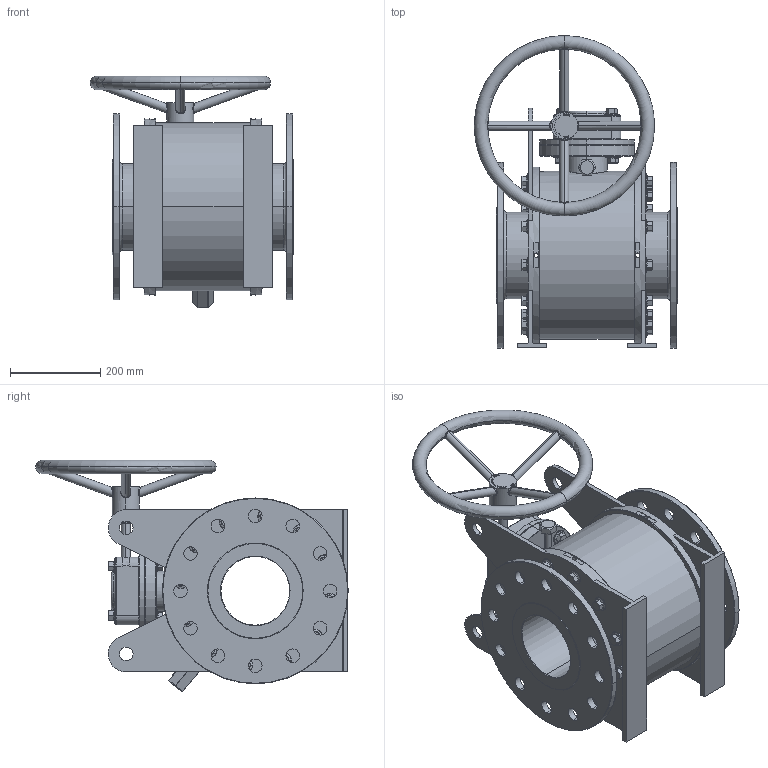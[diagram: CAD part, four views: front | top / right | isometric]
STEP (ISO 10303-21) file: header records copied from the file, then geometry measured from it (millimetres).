
FILE_DESCRIPTION (( 'STEP AP203' ), '1' );
FILE_NAME ('GB2_ANSI_300_6IN_HD.STEP', '2025-10-10T18:34:41', ( '' ), ( '' ), 'SwSTEP 2.0', 'SolidWorks 2025', '' );
FILE_SCHEMA (( 'CONFIG_CONTROL_DESIGN' ));
Length unit declared in the file: millimetre
Products named in the file (3): GB2_ANSI_2500_1500_ANSI_300_6IN; GB2_ANSI_300_6IN_HD; hex flange screw_am_B18.2.3.4M - Hex flange screw, M16 x 2.0 x 25 --25N
Assembly tree (33 placements, depth 2):
  GB2_ANSI_300_6IN_HD
    GB2_ANSI_2500_1500_ANSI_300_6IN
    hex flange screw_am_B18.2.3.4M - Hex flange screw, M16 x 2.0 x 25 --25N  x32
Bounding box: 451.5 x 693.2 x 514.01 mm (x, y, z)
Volume: 34452845.2 mm3; surface area: 2097216.4 mm2
Topology: 34 solids, 34 shells, 1486 faces, 3388 edges, 2046 vertices
Faces by surface type: plane 494, cone 351, cylinder 282, bspline 265, torus 88, sphere 6
Entity records: 27139 total; most frequent: CARTESIAN_POINT 11977, ORIENTED_EDGE 2924, DIRECTION 2875, EDGE_CURVE 1462, AXIS2_PLACEMENT_3D 1098, VERTEX_POINT 928, EDGE_LOOP 720, LINE 679
